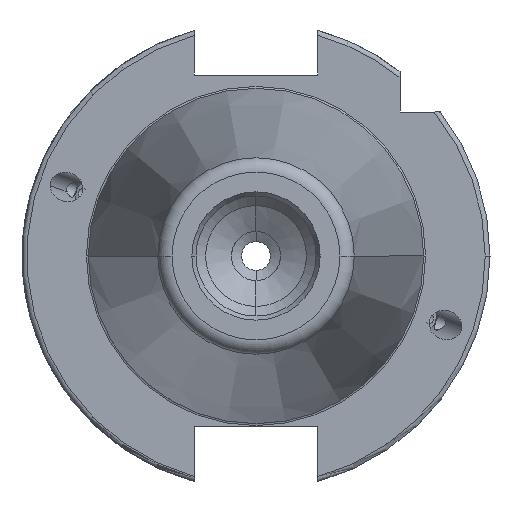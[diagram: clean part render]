
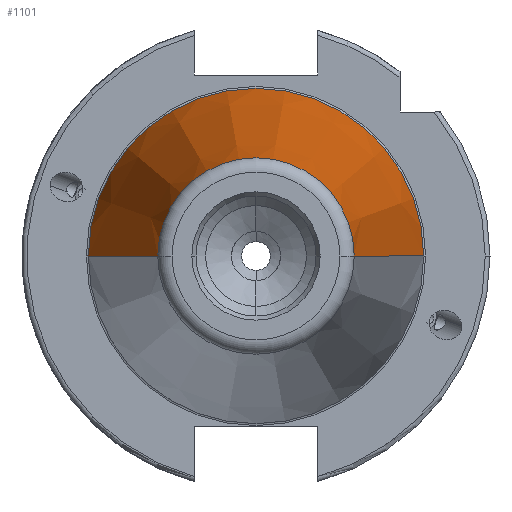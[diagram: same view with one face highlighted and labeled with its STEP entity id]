
A CAD part, left-side view. The second image highlights one B-rep face of the part: STEP entity #1101.
In plain terms, the highlighted conical face has half-angle 8.297 degrees and reference radius 34.925 mm.
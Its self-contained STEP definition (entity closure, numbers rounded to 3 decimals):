
#73 = LINE ( 'NONE', #770, #2443 ) ;
#91 = ORIENTED_EDGE ( 'NONE', *, *, #3614, .T. ) ;
#115 = VERTEX_POINT ( 'NONE', #2911 ) ;
#308 = LINE ( 'NONE', #2133, #3524 ) ;
#367 = EDGE_CURVE ( 'NONE', #3084, #414, #73, .T. ) ;
#397 = DIRECTION ( 'NONE',  ( 0., -1., 0. ) ) ;
#414 = VERTEX_POINT ( 'NONE', #1188 ) ;
#423 = DIRECTION ( 'NONE',  ( 0.99, 0.144, 0. ) ) ;
#437 = DIRECTION ( 'NONE',  ( -1., 0., 0. ) ) ;
#512 = VERTEX_POINT ( 'NONE', #1830 ) ;
#520 = CARTESIAN_POINT ( 'NONE',  ( -99.183, 0., 0. ) ) ;
#601 = DIRECTION ( 'NONE',  ( 0.99, -0.144, 0. ) ) ;
#756 = EDGE_CURVE ( 'NONE', #115, #512, #308, .T. ) ;
#770 = CARTESIAN_POINT ( 'NONE',  ( 0., -34.925, 0. ) ) ;
#819 = ORIENTED_EDGE ( 'NONE', *, *, #756, .F. ) ;
#1014 = DIRECTION ( 'NONE',  ( 0., -1., 0. ) ) ;
#1061 = DIRECTION ( 'NONE',  ( -1., 0., 0. ) ) ;
#1098 = CARTESIAN_POINT ( 'NONE',  ( 0., 0., 0. ) ) ;
#1101 = ADVANCED_FACE ( 'NONE', ( #2842 ), #3471, .T. ) ;
#1188 = CARTESIAN_POINT ( 'NONE',  ( 0., -34.925, 0. ) ) ;
#1600 = CIRCLE ( 'NONE', #2463, 34.925 ) ;
#1664 = CIRCLE ( 'NONE', #2581, 20.461 ) ;
#1830 = CARTESIAN_POINT ( 'NONE',  ( 0., 34.925, 0. ) ) ;
#1942 = EDGE_LOOP ( 'NONE', ( #3013, #2457, #91, #819 ) ) ;
#2133 = CARTESIAN_POINT ( 'NONE',  ( 0., 34.925, 0. ) ) ;
#2421 = CARTESIAN_POINT ( 'NONE',  ( -99.183, -20.461, 0. ) ) ;
#2443 = VECTOR ( 'NONE', #601, 1000. ) ;
#2457 = ORIENTED_EDGE ( 'NONE', *, *, #367, .T. ) ;
#2463 = AXIS2_PLACEMENT_3D ( 'NONE', #1098, #1061, #1014 ) ;
#2556 = AXIS2_PLACEMENT_3D ( 'NONE', #3692, #3769, #3430 ) ;
#2581 = AXIS2_PLACEMENT_3D ( 'NONE', #520, #437, #397 ) ;
#2842 = FACE_OUTER_BOUND ( 'NONE', #1942, .T. ) ;
#2896 = EDGE_CURVE ( 'NONE', #3084, #115, #1664, .T. ) ;
#2911 = CARTESIAN_POINT ( 'NONE',  ( -99.183, 20.461, 0. ) ) ;
#3013 = ORIENTED_EDGE ( 'NONE', *, *, #2896, .F. ) ;
#3084 = VERTEX_POINT ( 'NONE', #2421 ) ;
#3430 = DIRECTION ( 'NONE',  ( 0., 1., 0. ) ) ;
#3471 = CONICAL_SURFACE ( 'NONE', #2556, 34.925, 0.145 ) ;
#3524 = VECTOR ( 'NONE', #423, 1000. ) ;
#3614 = EDGE_CURVE ( 'NONE', #414, #512, #1600, .T. ) ;
#3692 = CARTESIAN_POINT ( 'NONE',  ( 0., 0., 0. ) ) ;
#3769 = DIRECTION ( 'NONE',  ( 1., 0., 0. ) ) ;
